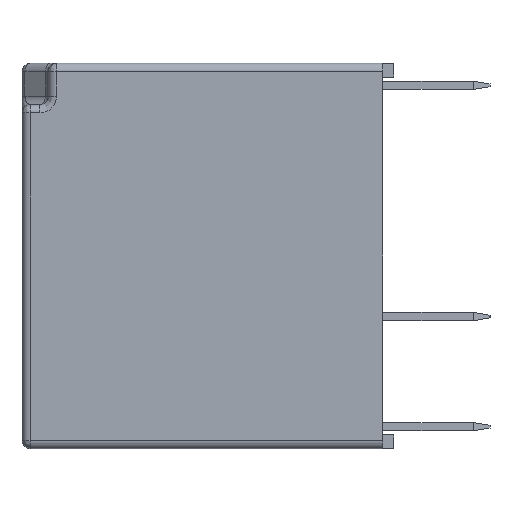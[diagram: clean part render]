
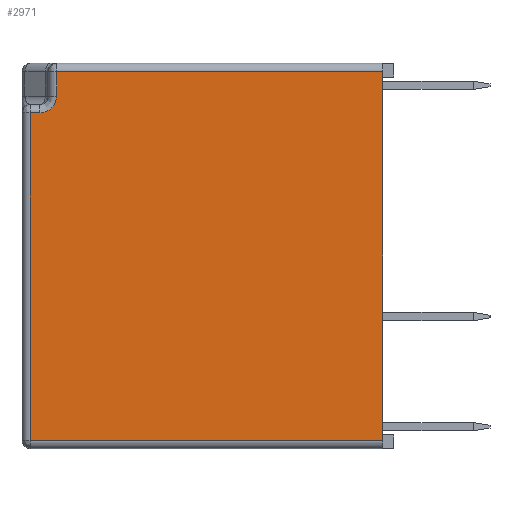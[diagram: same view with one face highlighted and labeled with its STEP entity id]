
A CAD part, front view. The second image highlights one B-rep face of the part: STEP entity #2971.
In plain terms, the highlighted planar face has unit normal (0, -1, 0).
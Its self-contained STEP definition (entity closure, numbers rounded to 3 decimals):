
#3 = VERTEX_POINT ( 'NONE', #697 ) ;
#181 = EDGE_CURVE ( 'NONE', #1523, #3, #970, .T. ) ;
#301 = ORIENTED_EDGE ( 'NONE', *, *, #2152, .F. ) ;
#502 = LINE ( 'NONE', #3926, #1994 ) ;
#530 = CARTESIAN_POINT ( 'NONE',  ( 0., -7.7, 6.7 ) ) ;
#657 = CARTESIAN_POINT ( 'NONE',  ( 0.3, -7.7, -7. ) ) ;
#697 = CARTESIAN_POINT ( 'NONE',  ( 1.253, -7.7, 5.8 ) ) ;
#723 = FACE_OUTER_BOUND ( 'NONE', #5231, .T. ) ;
#789 = CARTESIAN_POINT ( 'NONE',  ( 1.253, -7.7, -7. ) ) ;
#841 = ORIENTED_EDGE ( 'NONE', *, *, #181, .F. ) ;
#970 =( BOUNDED_CURVE ( )  B_SPLINE_CURVE ( 3, ( #4973, #2929, #1216, #2901 ),
 .UNSPECIFIED., .F., .T. ) 
 B_SPLINE_CURVE_WITH_KNOTS ( ( 4, 4 ),
 ( 0., 1. ),
 .UNSPECIFIED. ) 
 CURVE ( )  GEOMETRIC_REPRESENTATION_ITEM ( )  RATIONAL_B_SPLINE_CURVE ( ( 1., 0.805, 0.805, 1. ) ) 
 REPRESENTATION_ITEM ( '' )  );
#1160 = VERTEX_POINT ( 'NONE', #2739 ) ;
#1216 = CARTESIAN_POINT ( 'NONE',  ( 1.253, -7.7, 5.449 ) ) ;
#1260 = VECTOR ( 'NONE', #3319, 1000. ) ;
#1523 = VERTEX_POINT ( 'NONE', #5216 ) ;
#1713 = CARTESIAN_POINT ( 'NONE',  ( 13.1, -7.7, 6.7 ) ) ;
#1728 = LINE ( 'NONE', #3374, #4099 ) ;
#1864 = CARTESIAN_POINT ( 'NONE',  ( 0., -7.7, -6.7 ) ) ;
#1865 = DIRECTION ( 'NONE',  ( 1., 0., 0. ) ) ;
#1888 = CARTESIAN_POINT ( 'NONE',  ( 13.1, -7.7, -6.7 ) ) ;
#1971 = LINE ( 'NONE', #657, #4539 ) ;
#1992 = VERTEX_POINT ( 'NONE', #5022 ) ;
#1994 = VECTOR ( 'NONE', #1865, 1000. ) ;
#2023 = CARTESIAN_POINT ( 'NONE',  ( 0.3, -7.7, 5.2 ) ) ;
#2152 = EDGE_CURVE ( 'NONE', #5215, #1992, #3111, .T. ) ;
#2193 = EDGE_CURVE ( 'NONE', #1992, #3600, #1971, .T. ) ;
#2258 = ORIENTED_EDGE ( 'NONE', *, *, #3800, .F. ) ;
#2355 = ORIENTED_EDGE ( 'NONE', *, *, #3128, .F. ) ;
#2367 = EDGE_CURVE ( 'NONE', #4887, #5215, #1728, .T. ) ;
#2520 = ORIENTED_EDGE ( 'NONE', *, *, #3045, .F. ) ;
#2604 = AXIS2_PLACEMENT_3D ( 'NONE', #2846, #5330, #2899 ) ;
#2739 = CARTESIAN_POINT ( 'NONE',  ( 1.253, -7.7, 6.7 ) ) ;
#2846 = CARTESIAN_POINT ( 'NONE',  ( 0., -7.7, -7. ) ) ;
#2899 = DIRECTION ( 'NONE',  ( 0., 0., 1. ) ) ;
#2901 = CARTESIAN_POINT ( 'NONE',  ( 1.253, -7.7, 5.8 ) ) ;
#2929 = CARTESIAN_POINT ( 'NONE',  ( 1.005, -7.7, 5.2 ) ) ;
#2966 = VECTOR ( 'NONE', #3847, 1000. ) ;
#2971 = ADVANCED_FACE ( 'NONE', ( #723 ), #4942, .F. ) ;
#3032 = LINE ( 'NONE', #530, #2966 ) ;
#3045 = EDGE_CURVE ( 'NONE', #1160, #4887, #3032, .T. ) ;
#3111 = LINE ( 'NONE', #1864, #5148 ) ;
#3128 = EDGE_CURVE ( 'NONE', #3600, #1523, #502, .T. ) ;
#3222 = ORIENTED_EDGE ( 'NONE', *, *, #2193, .F. ) ;
#3319 = DIRECTION ( 'NONE',  ( 0., 0., 1. ) ) ;
#3374 = CARTESIAN_POINT ( 'NONE',  ( 13.1, -7.7, 0. ) ) ;
#3600 = VERTEX_POINT ( 'NONE', #2023 ) ;
#3800 = EDGE_CURVE ( 'NONE', #3, #1160, #4544, .T. ) ;
#3847 = DIRECTION ( 'NONE',  ( 1., 0., 0. ) ) ;
#3926 = CARTESIAN_POINT ( 'NONE',  ( 0., -7.7, 5.2 ) ) ;
#4099 = VECTOR ( 'NONE', #4650, 1000. ) ;
#4539 = VECTOR ( 'NONE', #5263, 1000. ) ;
#4544 = LINE ( 'NONE', #789, #1260 ) ;
#4650 = DIRECTION ( 'NONE',  ( 0., 0., -1. ) ) ;
#4887 = VERTEX_POINT ( 'NONE', #1713 ) ;
#4942 = PLANE ( 'NONE',  #2604 ) ;
#4973 = CARTESIAN_POINT ( 'NONE',  ( 0.653, -7.7, 5.2 ) ) ;
#5022 = CARTESIAN_POINT ( 'NONE',  ( 0.3, -7.7, -6.7 ) ) ;
#5071 = ORIENTED_EDGE ( 'NONE', *, *, #2367, .F. ) ;
#5148 = VECTOR ( 'NONE', #5207, 1000. ) ;
#5207 = DIRECTION ( 'NONE',  ( -1., 0., 0. ) ) ;
#5215 = VERTEX_POINT ( 'NONE', #1888 ) ;
#5216 = CARTESIAN_POINT ( 'NONE',  ( 0.653, -7.7, 5.2 ) ) ;
#5231 = EDGE_LOOP ( 'NONE', ( #841, #2355, #3222, #301, #5071, #2520, #2258 ) ) ;
#5263 = DIRECTION ( 'NONE',  ( 0., 0., 1. ) ) ;
#5330 = DIRECTION ( 'NONE',  ( 0., 1., 0. ) ) ;
